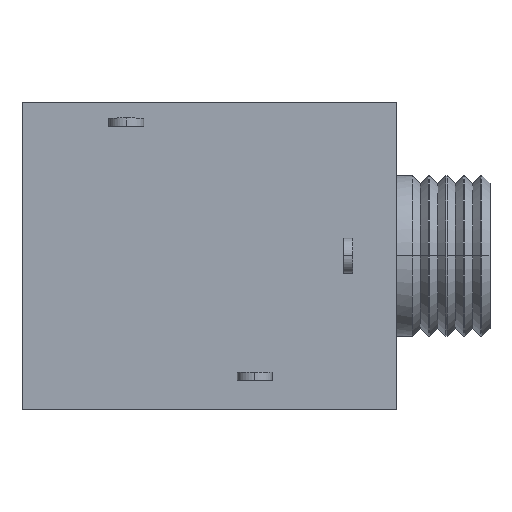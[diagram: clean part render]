
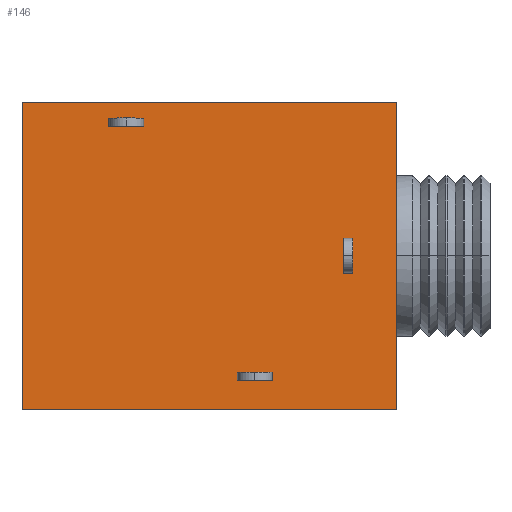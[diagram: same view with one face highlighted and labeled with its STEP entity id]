
A CAD part, top view. The second image highlights one B-rep face of the part: STEP entity #146.
In plain terms, the highlighted planar face has unit normal (0, 0, 1).
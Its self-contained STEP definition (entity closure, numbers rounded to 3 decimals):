
#146=ADVANCED_FACE('NONE',(#331,#332,#333,#334),#335,.F.);
#331=FACE_OUTER_BOUND('',#564,.T.);
#332=FACE_BOUND('',#565,.T.);
#333=FACE_BOUND('',#566,.T.);
#334=FACE_BOUND('',#567,.T.);
#335=PLANE('',#568);
#564=EDGE_LOOP('',(#908,#909,#910,#911,#912));
#565=EDGE_LOOP('',(#913,#914,#915,#916));
#566=EDGE_LOOP('',(#917,#918,#919,#920));
#567=EDGE_LOOP('',(#921,#922,#923,#924));
#568=AXIS2_PLACEMENT_3D('',#925,#926,#927);
#908=ORIENTED_EDGE('',*,*,#1414,.T.);
#909=ORIENTED_EDGE('',*,*,#1415,.T.);
#910=ORIENTED_EDGE('',*,*,#1416,.F.);
#911=ORIENTED_EDGE('',*,*,#1417,.F.);
#912=ORIENTED_EDGE('',*,*,#1418,.F.);
#913=ORIENTED_EDGE('',*,*,#1419,.F.);
#914=ORIENTED_EDGE('',*,*,#1420,.F.);
#915=ORIENTED_EDGE('',*,*,#1421,.F.);
#916=ORIENTED_EDGE('',*,*,#1422,.F.);
#917=ORIENTED_EDGE('',*,*,#1423,.F.);
#918=ORIENTED_EDGE('',*,*,#1424,.F.);
#919=ORIENTED_EDGE('',*,*,#1425,.F.);
#920=ORIENTED_EDGE('',*,*,#1426,.F.);
#921=ORIENTED_EDGE('',*,*,#1427,.F.);
#922=ORIENTED_EDGE('',*,*,#1428,.F.);
#923=ORIENTED_EDGE('',*,*,#1429,.F.);
#924=ORIENTED_EDGE('',*,*,#1430,.F.);
#925=CARTESIAN_POINT('',(-3.5,5.75,3.0));
#926=DIRECTION('',(0.,0.0,-1.0));
#927=DIRECTION('',(-1.0,0.0,0.));
#1414=EDGE_CURVE('NONE',#1707,#1708,#1709,.T.);
#1415=EDGE_CURVE('NONE',#1708,#1710,#1711,.T.);
#1416=EDGE_CURVE('NONE',#1589,#1710,#1712,.T.);
#1417=EDGE_CURVE('NONE',#1713,#1589,#1714,.T.);
#1418=EDGE_CURVE('NONE',#1707,#1713,#1715,.T.);
#1419=EDGE_CURVE('NONE',#1716,#1717,#1718,.T.);
#1420=EDGE_CURVE('NONE',#1719,#1716,#1720,.T.);
#1421=EDGE_CURVE('NONE',#1721,#1719,#1722,.T.);
#1422=EDGE_CURVE('NONE',#1717,#1721,#1723,.T.);
#1423=EDGE_CURVE('NONE',#1724,#1725,#1726,.T.);
#1424=EDGE_CURVE('NONE',#1727,#1724,#1728,.T.);
#1425=EDGE_CURVE('NONE',#1729,#1727,#1730,.T.);
#1426=EDGE_CURVE('NONE',#1725,#1729,#1731,.T.);
#1427=EDGE_CURVE('NONE',#1732,#1733,#1734,.T.);
#1428=EDGE_CURVE('NONE',#1735,#1732,#1736,.T.);
#1429=EDGE_CURVE('NONE',#1737,#1735,#1738,.T.);
#1430=EDGE_CURVE('NONE',#1733,#1737,#1739,.T.);
#1589=VERTEX_POINT('NONE',#1922);
#1707=VERTEX_POINT('NONE',#2074);
#1708=VERTEX_POINT('NONE',#2075);
#1709=LINE('',#2076,#2077);
#1710=VERTEX_POINT('NONE',#2078);
#1711=LINE('',#2079,#2080);
#1712=LINE('',#2081,#2082);
#1713=VERTEX_POINT('NONE',#2083);
#1714=LINE('',#2084,#2085);
#1715=LINE('',#2086,#2087);
#1716=VERTEX_POINT('NONE',#2088);
#1717=VERTEX_POINT('NONE',#2089);
#1718=LINE('',#2090,#2091);
#1719=VERTEX_POINT('NONE',#2092);
#1720=LINE('',#2093,#2094);
#1721=VERTEX_POINT('NONE',#2095);
#1722=LINE('',#2096,#2097);
#1723=LINE('',#2098,#2099);
#1724=VERTEX_POINT('NONE',#2100);
#1725=VERTEX_POINT('NONE',#2101);
#1726=LINE('',#2102,#2103);
#1727=VERTEX_POINT('NONE',#2104);
#1728=LINE('',#2105,#2106);
#1729=VERTEX_POINT('NONE',#2107);
#1730=LINE('',#2108,#2109);
#1731=LINE('',#2110,#2111);
#1732=VERTEX_POINT('NONE',#2112);
#1733=VERTEX_POINT('NONE',#2113);
#1734=LINE('',#2114,#2115);
#1735=VERTEX_POINT('NONE',#2116);
#1736=LINE('',#2117,#2118);
#1737=VERTEX_POINT('NONE',#2119);
#1738=LINE('',#2120,#2121);
#1739=LINE('',#2122,#2123);
#1922=CARTESIAN_POINT('',(-3.5,0.0,3.0));
#2074=CARTESIAN_POINT('',(-17.5,5.75,3.0));
#2075=CARTESIAN_POINT('',(-17.5,-5.75,3.0));
#2076=CARTESIAN_POINT('',(-17.5,5.75,3.0));
#2077=VECTOR('',#2429,1000.0);
#2078=CARTESIAN_POINT('',(-3.5,-5.75,3.0));
#2079=CARTESIAN_POINT('',(-3.5,-5.75,3.0));
#2080=VECTOR('',#2430,1000.0);
#2081=CARTESIAN_POINT('',(-3.5,5.75,3.0));
#2082=VECTOR('',#2431,1000.0);
#2083=CARTESIAN_POINT('',(-3.5,5.75,3.0));
#2084=CARTESIAN_POINT('',(-3.5,5.75,3.0));
#2085=VECTOR('',#2432,1000.0);
#2086=CARTESIAN_POINT('',(-3.5,5.75,3.0));
#2087=VECTOR('',#2433,1000.0);
#2088=CARTESIAN_POINT('',(-9.45,-4.35,3.0));
#2089=CARTESIAN_POINT('',(-9.45,-4.65,3.0));
#2090=CARTESIAN_POINT('',(-9.45,-4.35,3.0));
#2091=VECTOR('',#2434,1000.0);
#2092=CARTESIAN_POINT('',(-8.15,-4.35,3.0));
#2093=CARTESIAN_POINT('',(-9.45,-4.35,3.0));
#2094=VECTOR('',#2435,1000.0);
#2095=CARTESIAN_POINT('',(-8.15,-4.65,3.0));
#2096=CARTESIAN_POINT('',(-8.15,-4.35,3.0));
#2097=VECTOR('',#2436,1000.0);
#2098=CARTESIAN_POINT('',(-9.45,-4.65,3.0));
#2099=VECTOR('',#2437,1000.0);
#2100=CARTESIAN_POINT('',(-14.25,5.15,3.0));
#2101=CARTESIAN_POINT('',(-14.25,4.85,3.0));
#2102=CARTESIAN_POINT('',(-14.25,5.15,3.0));
#2103=VECTOR('',#2438,1000.0);
#2104=CARTESIAN_POINT('',(-12.95,5.15,3.0));
#2105=CARTESIAN_POINT('',(-14.25,5.15,3.0));
#2106=VECTOR('',#2439,1000.0);
#2107=CARTESIAN_POINT('',(-12.95,4.85,3.0));
#2108=CARTESIAN_POINT('',(-12.95,5.15,3.0));
#2109=VECTOR('',#2440,1000.0);
#2110=CARTESIAN_POINT('',(-14.25,4.85,3.0));
#2111=VECTOR('',#2441,1000.0);
#2112=CARTESIAN_POINT('',(-5.125,0.65,3.0));
#2113=CARTESIAN_POINT('',(-5.475,0.65,3.0));
#2114=CARTESIAN_POINT('',(-5.475,0.65,3.0));
#2115=VECTOR('',#2442,1000.0);
#2116=CARTESIAN_POINT('',(-5.125,-0.65,3.0));
#2117=CARTESIAN_POINT('',(-5.125,0.65,3.0));
#2118=VECTOR('',#2443,1000.0);
#2119=CARTESIAN_POINT('',(-5.475,-0.65,3.0));
#2120=CARTESIAN_POINT('',(-5.475,-0.65,3.0));
#2121=VECTOR('',#2444,1000.0);
#2122=CARTESIAN_POINT('',(-5.475,0.65,3.0));
#2123=VECTOR('',#2445,1000.0);
#2429=DIRECTION('',(-0.0,-1.0,-0.0));
#2430=DIRECTION('',(1.0,-0.0,0.));
#2431=DIRECTION('',(-0.0,-1.0,-0.0));
#2432=DIRECTION('',(-0.0,-1.0,-0.0));
#2433=DIRECTION('',(1.0,-0.0,0.));
#2434=DIRECTION('',(0.0,-1.0,0.0));
#2435=DIRECTION('',(-1.0,-0.0,-0.0));
#2436=DIRECTION('',(-0.0,1.0,-0.0));
#2437=DIRECTION('',(1.0,0.0,0.0));
#2438=DIRECTION('',(0.0,-1.0,0.0));
#2439=DIRECTION('',(-1.0,-0.0,-0.0));
#2440=DIRECTION('',(-0.0,1.0,-0.0));
#2441=DIRECTION('',(1.0,0.,0.0));
#2442=DIRECTION('',(-1.0,-0.0,-0.0));
#2443=DIRECTION('',(-0.0,1.0,-0.0));
#2444=DIRECTION('',(1.0,0.0,0.0));
#2445=DIRECTION('',(0.0,-1.0,0.0));
